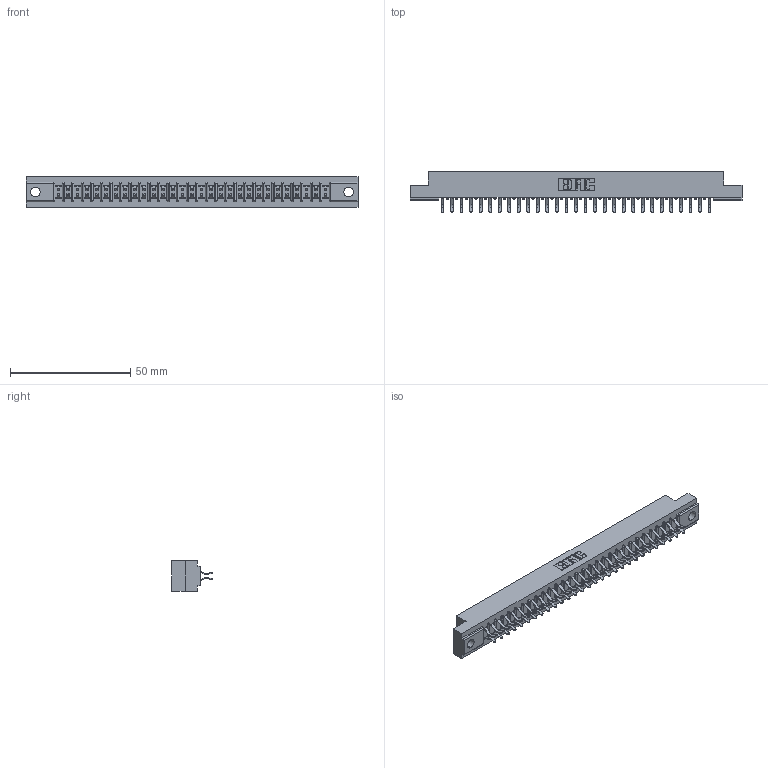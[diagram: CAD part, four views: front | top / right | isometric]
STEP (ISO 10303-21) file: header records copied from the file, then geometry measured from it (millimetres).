
FILE_DESCRIPTION (( 'STEP AP203' ), '1' );
FILE_NAME ('307-058-456-202.STEP', '2020-09-30T12:46:04', ( '' ), ( '' ), 'SwSTEP 2.0', 'SolidWorks 2020', '' );
FILE_SCHEMA (( 'CONFIG_CONTROL_DESIGN' ));
Length unit declared in the file: inch
Products named in the file (3): 307-058-456-202; 307-290-001_556; 307 Part_.128 Dia Mounting Holes
Assembly tree (59 placements, depth 2):
  307-058-456-202
    307 Part_.128 Dia Mounting Holes
    307-290-001_556  x58
Bounding box: 137.92 x 16.97 x 12.7 mm (x, y, z)
Volume: 14475.9 mm3; surface area: 17098.5 mm2
Topology: 59 solids, 59 shells, 3048 faces, 8559 edges, 5546 vertices
Faces by surface type: plane 1984, cylinder 1004, sphere 60
Entity records: 27498 total; most frequent: CARTESIAN_POINT 4501, ORIENTED_EDGE 4458, DIRECTION 4415, EDGE_CURVE 2229, VECTOR 1703, LINE 1703, VERTEX_POINT 1442, AXIS2_PLACEMENT_3D 1356
